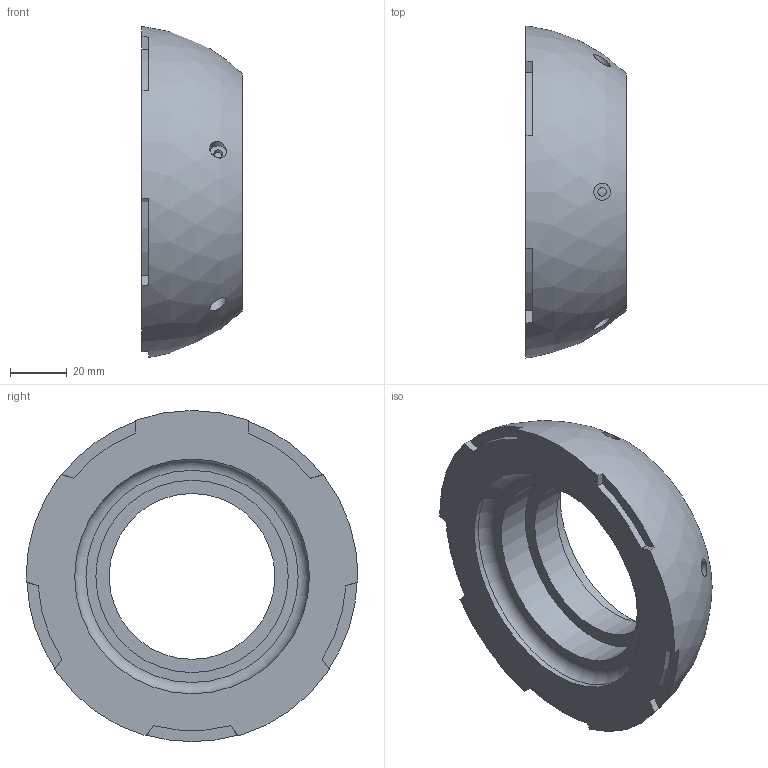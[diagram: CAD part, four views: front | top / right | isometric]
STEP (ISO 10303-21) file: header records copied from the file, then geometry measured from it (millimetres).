
FILE_DESCRIPTION(/* description */ (''),/* implementation_level */ '2;1');
FILE_NAME(/* name */ 'Omni-ball_hemisphere_lower.step',/* time_stamp */ '2024-05-15T00:46:40+03:00',/* author */ (''),/* organization */ (''),/* preprocessor_version */ 'ST-DEVELOPER v20',/* originating_system */ 'Autodesk Translation Framework v12.20.1.177',/* authorisation */ '');
FILE_SCHEMA (('AUTOMOTIVE_DESIGN { 1 0 10303 214 3 1 1 }'));
Length unit declared in the file: millimetre
Products named in the file (2): Omni-ball_hemisphere_lower; Component2
Assembly tree (1 placements, depth 2):
  Omni-ball_hemisphere_lower
    Component2
Bounding box: 35.5 x 117.35 x 117.08 mm (x, y, z)
Volume: 164704.1 mm3; surface area: 38941.2 mm2
Topology: 1 solids, 1 shells, 50 faces, 124 edges, 86 vertices
Faces by surface type: plane 27, cylinder 21, sphere 1, torus 1
Full cylindrical faces by diameter (mm): 3 x5, 6 x5, 58.6 x1, 68 x2, 72 x1, 82 x1, 83 x1
Entity records: 1908 total; most frequent: CARTESIAN_POINT 608, DIRECTION 268, ORIENTED_EDGE 248, EDGE_CURVE 124, AXIS2_PLACEMENT_3D 111, VERTEX_POINT 86, EDGE_LOOP 72, CIRCLE 58
